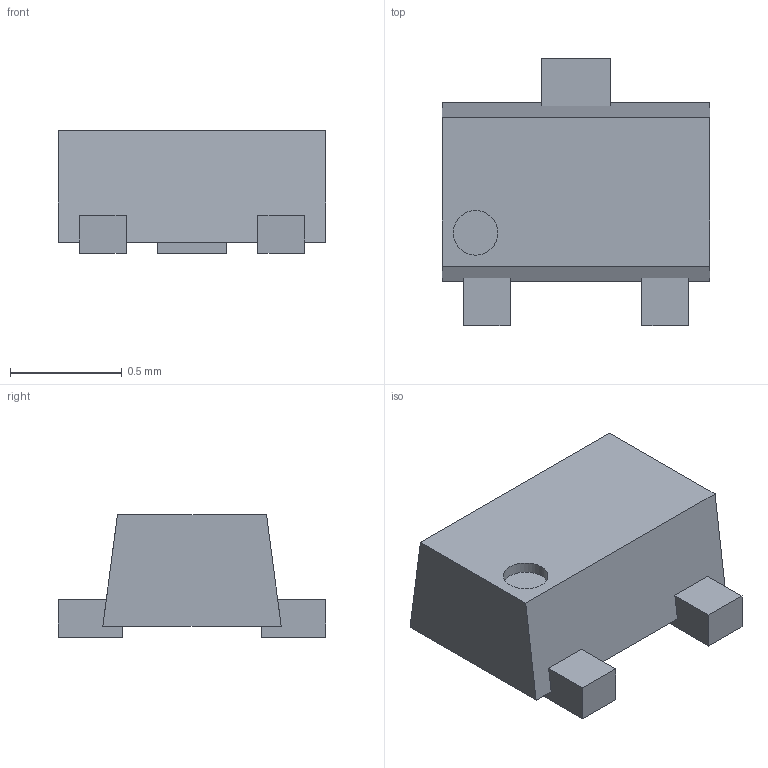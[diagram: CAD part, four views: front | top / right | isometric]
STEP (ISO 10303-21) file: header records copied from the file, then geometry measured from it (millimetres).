
FILE_DESCRIPTION(/* description */ ('STEP AP214'),/* implementation_level */ '2;1');
FILE_NAME(/* name */ '61256560f09af41a225e7a6d',/* time_stamp */ '2021-08-24T21:32:16+00:00',/* author */ (''),/* organization */ (''),/* preprocessor_version */ 'ST-DEVELOPER v18.1',/* originating_system */ ' ',/* authorisation */ ' ');
FILE_SCHEMA (('AUTOMOTIVE_DESIGN {1 0 10303 214 3 1 1}'));
Length unit declared in the file: metre
Products named in the file (1): Part 1
Bounding box: 1.2 x 1.2 x 0.55 mm (x, y, z)
Volume: 0.5 mm3; surface area: 4.3 mm2
Topology: 1 solids, 1 shells, 26 faces, 69 edges, 46 vertices
Faces by surface type: plane 25, cylinder 1
Full cylindrical faces by diameter (mm): 0.2 x1
Entity records: 962 total; most frequent: CARTESIAN_POINT 141, ORIENTED_EDGE 136, DIRECTION 124, EDGE_CURVE 68, LINE 66, VECTOR 66, VERTEX_POINT 46, AXIS2_PLACEMENT_3D 29
